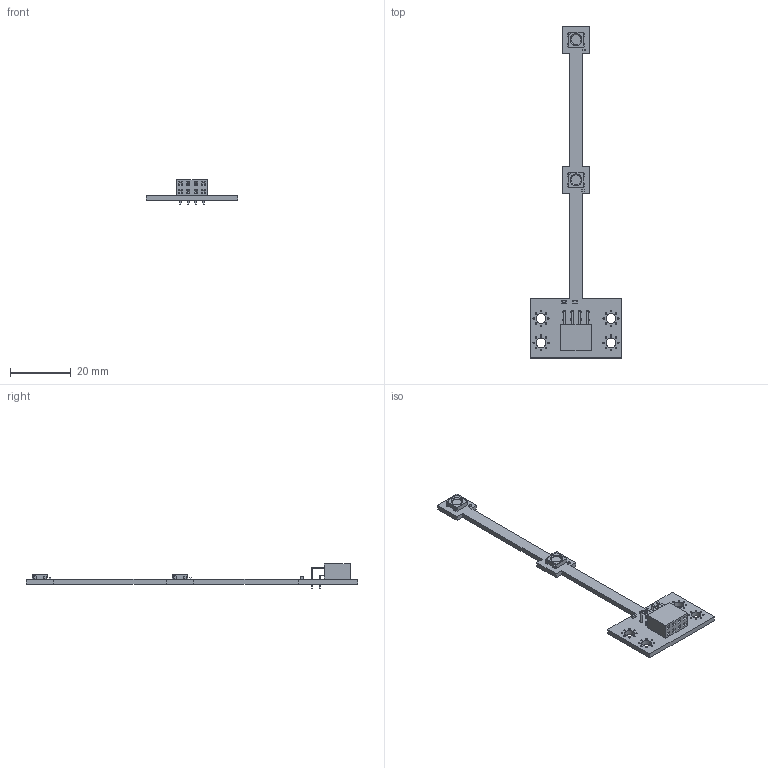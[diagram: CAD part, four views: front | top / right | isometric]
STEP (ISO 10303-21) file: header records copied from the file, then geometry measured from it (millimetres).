
FILE_DESCRIPTION(('KiCad electronic assembly'),'2;1');
FILE_NAME('Time-O-Mat_Colon_H00.step','2022-02-15T09:56:28',('Pcbnew'),( 'Kicad'),'Open CASCADE STEP processor 7.6','KiCad to STEP converter' ,'Unknown');
FILE_SCHEMA(('AUTOMOTIVE_DESIGN { 1 0 10303 214 1 1 1 1 }'));
Length unit declared in the file: millimetre
Products named in the file (12): Time-O-Mat_Colon_H00 1; C_0402_1005Metric; SOLID; LED_WS2812B_PLCC4_5.0x5.0mm_P3.2mm; PinSocket_2x04_P2.54mm_Horizontal; C_0603_1608Metric; R_0603_1608Metric; Time-O-Mat_Colon_H00 PCB
Assembly tree (13 placements, depth 3):
  Time-O-Mat_Colon_H00 1
    C_0402_1005Metric  x2
      SOLID
    LED_WS2812B_PLCC4_5.0x5.0mm_P3.2mm  x2
      SOLID
    PinSocket_2x04_P2.54mm_Horizontal
      SOLID
    C_0603_1608Metric
      SOLID
    R_0603_1608Metric
      SOLID
    Time-O-Mat_Colon_H00 PCB
Bounding box: 30 x 109.2 x 7.98 mm (x, y, z)
Volume: 2075.4 mm3; surface area: 3470.3 mm2
Topology: 8 solids, 8 shells, 602 faces, 1638 edges, 1076 vertices
Faces by surface type: bspline 536, cylinder 44, plane 22
Full cylindrical faces by diameter (mm): 0.5 x32, 1 x8, 3.2 x4
Entity records: 33976 total; most frequent: CARTESIAN_POINT 11622, B_SPLINE_CURVE_WITH_KNOTS 3253, ORIENTED_EDGE 2730, PCURVE 2730, DEFINITIONAL_REPRESENTATION 2730, EDGE_CURVE 1365, SURFACE_CURVE 1319, VERTEX_POINT 896
